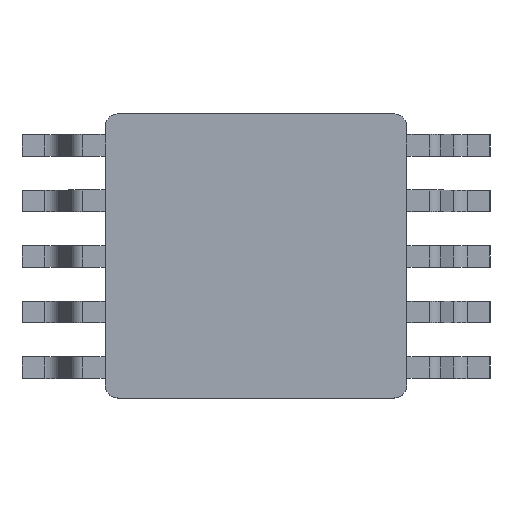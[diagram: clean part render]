
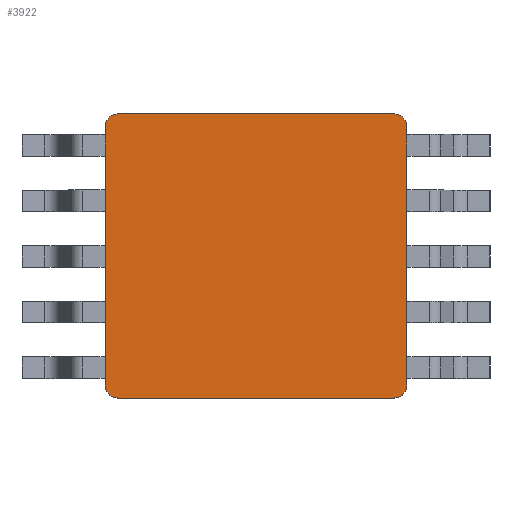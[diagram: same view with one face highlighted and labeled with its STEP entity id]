
A CAD part, top view. The second image highlights one B-rep face of the part: STEP entity #3922.
In plain terms, the highlighted planar face has unit normal (0, 0, 1).
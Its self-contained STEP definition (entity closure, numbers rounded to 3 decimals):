
#40 = ORIENTED_EDGE ( 'NONE', *, *, #3317, .F. ) ;
#87 = VERTEX_POINT ( 'NONE', #5344 ) ;
#338 = EDGE_CURVE ( 'NONE', #6251, #7382, #5230, .T. ) ;
#514 = CARTESIAN_POINT ( 'NONE',  ( 0., 0.3, 2. ) ) ;
#538 = AXIS2_PLACEMENT_3D ( 'NONE', #8009, #7912, #4426 ) ;
#689 = CARTESIAN_POINT ( 'NONE',  ( 6.6, 0.3, 2. ) ) ;
#887 = AXIS2_PLACEMENT_3D ( 'NONE', #6071, #3808, #7992 ) ;
#917 = CARTESIAN_POINT ( 'NONE',  ( 0., 0., 2. ) ) ;
#1209 = VERTEX_POINT ( 'NONE', #6701 ) ;
#1280 = CARTESIAN_POINT ( 'NONE',  ( 6.6, 0., 2. ) ) ;
#1324 = CIRCLE ( 'NONE', #887, 0.3 ) ;
#1329 = DIRECTION ( 'NONE',  ( 0., 0., -1. ) ) ;
#1923 = ORIENTED_EDGE ( 'NONE', *, *, #338, .T. ) ;
#2159 = AXIS2_PLACEMENT_3D ( 'NONE', #689, #1329, #7797 ) ;
#2300 = EDGE_CURVE ( 'NONE', #1209, #7119, #2606, .T. ) ;
#2330 = ORIENTED_EDGE ( 'NONE', *, *, #2300, .T. ) ;
#2525 = VERTEX_POINT ( 'NONE', #5068 ) ;
#2538 = CARTESIAN_POINT ( 'NONE',  ( 0., 6.5, 2. ) ) ;
#2575 = CIRCLE ( 'NONE', #2159, 0.3 ) ;
#2606 = LINE ( 'NONE', #3344, #2842 ) ;
#2767 = CARTESIAN_POINT ( 'NONE',  ( 0.3, 6.5, 2. ) ) ;
#2842 = VECTOR ( 'NONE', #7581, 1000. ) ;
#2882 = EDGE_CURVE ( 'NONE', #87, #7382, #6781, .T. ) ;
#3104 = DIRECTION ( 'NONE',  ( -1., 0., 0. ) ) ;
#3141 = ORIENTED_EDGE ( 'NONE', *, *, #2882, .F. ) ;
#3317 = EDGE_CURVE ( 'NONE', #6251, #5328, #2575, .T. ) ;
#3344 = CARTESIAN_POINT ( 'NONE',  ( 0., 0., 2. ) ) ;
#3393 = AXIS2_PLACEMENT_3D ( 'NONE', #8782, #5417, #3104 ) ;
#3475 = CARTESIAN_POINT ( 'NONE',  ( 6.9, 6.2, 2. ) ) ;
#3738 = ORIENTED_EDGE ( 'NONE', *, *, #6813, .T. ) ;
#3799 = VERTEX_POINT ( 'NONE', #2767 ) ;
#3808 = DIRECTION ( 'NONE',  ( 0., 0., -1. ) ) ;
#3884 = LINE ( 'NONE', #2538, #5133 ) ;
#3922 = ADVANCED_FACE ( 'NONE', ( #6455 ), #7201, .T. ) ;
#4320 = VECTOR ( 'NONE', #7266, 1000. ) ;
#4426 = DIRECTION ( 'NONE',  ( 1., 0., 0. ) ) ;
#4431 = CARTESIAN_POINT ( 'NONE',  ( 6.9, 0., 2. ) ) ;
#4446 = LINE ( 'NONE', #917, #4320 ) ;
#4706 = DIRECTION ( 'NONE',  ( 0., 0., -1. ) ) ;
#5068 = CARTESIAN_POINT ( 'NONE',  ( 0.3, 0., 2. ) ) ;
#5130 = EDGE_CURVE ( 'NONE', #1209, #3799, #1324, .T. ) ;
#5133 = VECTOR ( 'NONE', #7468, 1000. ) ;
#5230 = LINE ( 'NONE', #4431, #6094 ) ;
#5328 = VERTEX_POINT ( 'NONE', #1280 ) ;
#5344 = CARTESIAN_POINT ( 'NONE',  ( 6.6, 6.5, 2. ) ) ;
#5417 = DIRECTION ( 'NONE',  ( 0., 0., -1. ) ) ;
#5729 = CIRCLE ( 'NONE', #8900, 0.3 ) ;
#6071 = CARTESIAN_POINT ( 'NONE',  ( 0.3, 6.2, 2. ) ) ;
#6094 = VECTOR ( 'NONE', #8567, 1000. ) ;
#6251 = VERTEX_POINT ( 'NONE', #6854 ) ;
#6419 = ORIENTED_EDGE ( 'NONE', *, *, #7490, .F. ) ;
#6455 = FACE_OUTER_BOUND ( 'NONE', #6800, .T. ) ;
#6701 = CARTESIAN_POINT ( 'NONE',  ( 0., 6.2, 2. ) ) ;
#6781 = CIRCLE ( 'NONE', #3393, 0.3 ) ;
#6800 = EDGE_LOOP ( 'NONE', ( #1923, #3141, #3738, #8922, #2330, #6419, #7779, #40 ) ) ;
#6813 = EDGE_CURVE ( 'NONE', #87, #3799, #3884, .T. ) ;
#6854 = CARTESIAN_POINT ( 'NONE',  ( 6.9, 0.3, 2. ) ) ;
#7119 = VERTEX_POINT ( 'NONE', #514 ) ;
#7201 = PLANE ( 'NONE',  #538 ) ;
#7266 = DIRECTION ( 'NONE',  ( 1., 0., 0. ) ) ;
#7382 = VERTEX_POINT ( 'NONE', #3475 ) ;
#7433 = DIRECTION ( 'NONE',  ( -1., 0., 0. ) ) ;
#7468 = DIRECTION ( 'NONE',  ( -1., 0., 0. ) ) ;
#7490 = EDGE_CURVE ( 'NONE', #2525, #7119, #5729, .T. ) ;
#7581 = DIRECTION ( 'NONE',  ( 0., -1., 0. ) ) ;
#7779 = ORIENTED_EDGE ( 'NONE', *, *, #7928, .T. ) ;
#7797 = DIRECTION ( 'NONE',  ( -1., 0., 0. ) ) ;
#7912 = DIRECTION ( 'NONE',  ( 0., 0., 1. ) ) ;
#7928 = EDGE_CURVE ( 'NONE', #2525, #5328, #4446, .T. ) ;
#7992 = DIRECTION ( 'NONE',  ( -1., 0., 0. ) ) ;
#8009 = CARTESIAN_POINT ( 'NONE',  ( 0., 0., 2. ) ) ;
#8103 = CARTESIAN_POINT ( 'NONE',  ( 0.3, 0.3, 2. ) ) ;
#8567 = DIRECTION ( 'NONE',  ( 0., 1., 0. ) ) ;
#8782 = CARTESIAN_POINT ( 'NONE',  ( 6.6, 6.2, 2. ) ) ;
#8900 = AXIS2_PLACEMENT_3D ( 'NONE', #8103, #4706, #7433 ) ;
#8922 = ORIENTED_EDGE ( 'NONE', *, *, #5130, .F. ) ;
